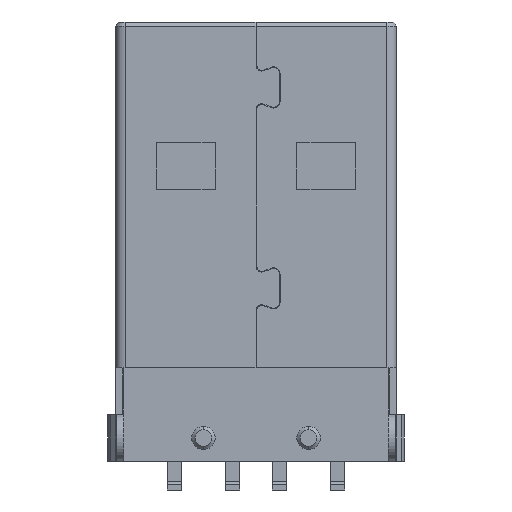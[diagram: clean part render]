
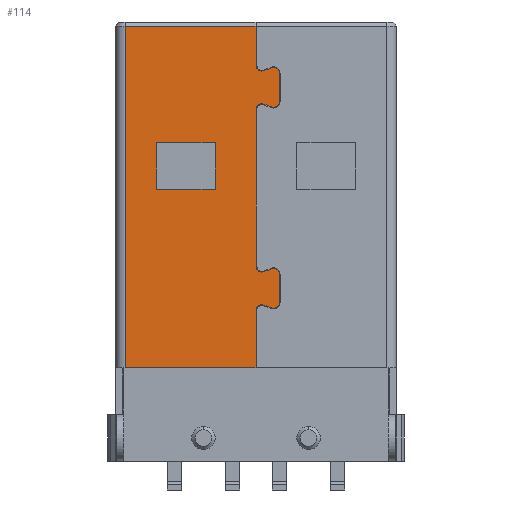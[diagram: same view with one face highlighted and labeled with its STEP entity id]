
A CAD part, front view. The second image highlights one B-rep face of the part: STEP entity #114.
In plain terms, the highlighted planar face has unit normal (0, -1, 0).
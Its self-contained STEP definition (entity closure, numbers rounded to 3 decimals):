
#114=ADVANCED_FACE('',(#483,#484),#485,.T.);
#483=FACE_OUTER_BOUND('',#1142,.T.);
#484=FACE_BOUND('',#1143,.T.);
#485=PLANE('',#1144);
#1142=EDGE_LOOP('',(#2385,#2386,#2387,#2388,#2389,#2390,#2391,#2392,#2393,#2394,#2395,#2396,#2397,#2398,#2399,#2400,#2401,#2402,#2403,#2404));
#1143=EDGE_LOOP('',(#2405,#2406,#2407,#2408));
#1144=AXIS2_PLACEMENT_3D('',#2409,#2410,#2411);
#2385=ORIENTED_EDGE('',*,*,#4847,.F.);
#2386=ORIENTED_EDGE('',*,*,#4848,.F.);
#2387=ORIENTED_EDGE('',*,*,#4811,.T.);
#2388=ORIENTED_EDGE('',*,*,#4849,.T.);
#2389=ORIENTED_EDGE('',*,*,#4850,.F.);
#2390=ORIENTED_EDGE('',*,*,#4851,.F.);
#2391=ORIENTED_EDGE('',*,*,#4852,.T.);
#2392=ORIENTED_EDGE('',*,*,#4853,.F.);
#2393=ORIENTED_EDGE('',*,*,#4854,.T.);
#2394=ORIENTED_EDGE('',*,*,#4855,.F.);
#2395=ORIENTED_EDGE('',*,*,#4856,.F.);
#2396=ORIENTED_EDGE('',*,*,#4857,.F.);
#2397=ORIENTED_EDGE('',*,*,#4858,.F.);
#2398=ORIENTED_EDGE('',*,*,#4859,.F.);
#2399=ORIENTED_EDGE('',*,*,#4860,.T.);
#2400=ORIENTED_EDGE('',*,*,#4861,.F.);
#2401=ORIENTED_EDGE('',*,*,#4862,.T.);
#2402=ORIENTED_EDGE('',*,*,#4863,.F.);
#2403=ORIENTED_EDGE('',*,*,#4864,.F.);
#2404=ORIENTED_EDGE('',*,*,#4865,.F.);
#2405=ORIENTED_EDGE('',*,*,#4866,.F.);
#2406=ORIENTED_EDGE('',*,*,#4867,.F.);
#2407=ORIENTED_EDGE('',*,*,#4868,.F.);
#2408=ORIENTED_EDGE('',*,*,#4869,.F.);
#2409=CARTESIAN_POINT('',(-5.6,-2.25,-9.4));
#2410=DIRECTION('',(0.0,-1.0,0.0));
#2411=DIRECTION('',(0.0,0.0,-1.0));
#4811=EDGE_CURVE('',#5848,#5846,#5849,.T.);
#4847=EDGE_CURVE('',#5915,#5916,#5917,.T.);
#4848=EDGE_CURVE('',#5848,#5915,#5918,.T.);
#4849=EDGE_CURVE('',#5846,#5919,#5920,.T.);
#4850=EDGE_CURVE('',#5921,#5919,#5922,.T.);
#4851=EDGE_CURVE('',#5923,#5921,#5924,.T.);
#4852=EDGE_CURVE('',#5923,#5925,#5926,.T.);
#4853=EDGE_CURVE('',#5927,#5925,#5928,.T.);
#4854=EDGE_CURVE('',#5927,#5929,#5930,.T.);
#4855=EDGE_CURVE('',#5931,#5929,#5932,.T.);
#4856=EDGE_CURVE('',#5933,#5931,#5934,.T.);
#4857=EDGE_CURVE('',#5935,#5933,#5936,.T.);
#4858=EDGE_CURVE('',#5937,#5935,#5938,.T.);
#4859=EDGE_CURVE('',#5939,#5937,#5940,.T.);
#4860=EDGE_CURVE('',#5939,#5941,#5942,.T.);
#4861=EDGE_CURVE('',#5943,#5941,#5944,.T.);
#4862=EDGE_CURVE('',#5943,#5945,#5946,.T.);
#4863=EDGE_CURVE('',#5947,#5945,#5948,.T.);
#4864=EDGE_CURVE('',#5949,#5947,#5950,.T.);
#4865=EDGE_CURVE('',#5916,#5949,#5951,.T.);
#4866=EDGE_CURVE('',#5952,#5953,#5954,.T.);
#4867=EDGE_CURVE('',#5955,#5952,#5956,.T.);
#4868=EDGE_CURVE('',#5957,#5955,#5958,.T.);
#4869=EDGE_CURVE('',#5953,#5957,#5959,.T.);
#5846=VERTEX_POINT('',#7429);
#5848=VERTEX_POINT('',#7432);
#5849=LINE('',#7433,#7434);
#5915=VERTEX_POINT('',#7523);
#5916=VERTEX_POINT('',#7524);
#5917=LINE('',#7525,#7526);
#5918=LINE('',#7527,#7528);
#5919=VERTEX_POINT('',#7529);
#5920=LINE('',#7530,#7531);
#5921=VERTEX_POINT('',#7532);
#5922=CIRCLE('',#7533,0.25);
#5923=VERTEX_POINT('',#7534);
#5924=LINE('',#7535,#7536);
#5925=VERTEX_POINT('',#7537);
#5926=CIRCLE('',#7538,0.25);
#5927=VERTEX_POINT('',#7539);
#5928=LINE('',#7540,#7541);
#5929=VERTEX_POINT('',#7542);
#5930=CIRCLE('',#7543,0.25);
#5931=VERTEX_POINT('',#7544);
#5932=LINE('',#7545,#7546);
#5933=VERTEX_POINT('',#7547);
#5934=CIRCLE('',#7548,0.25);
#5935=VERTEX_POINT('',#7549);
#5936=LINE('',#7550,#7551);
#5937=VERTEX_POINT('',#7552);
#5938=CIRCLE('',#7553,0.25);
#5939=VERTEX_POINT('',#7554);
#5940=LINE('',#7555,#7556);
#5941=VERTEX_POINT('',#7557);
#5942=CIRCLE('',#7558,0.25);
#5943=VERTEX_POINT('',#7559);
#5944=LINE('',#7560,#7561);
#5945=VERTEX_POINT('',#7562);
#5946=CIRCLE('',#7563,0.25);
#5947=VERTEX_POINT('',#7564);
#5948=LINE('',#7565,#7566);
#5949=VERTEX_POINT('',#7567);
#5950=CIRCLE('',#7568,0.25);
#5951=LINE('',#7569,#7570);
#5952=VERTEX_POINT('',#7571);
#5953=VERTEX_POINT('',#7572);
#5954=LINE('',#7573,#7574);
#5955=VERTEX_POINT('',#7575);
#5956=LINE('',#7576,#7577);
#5957=VERTEX_POINT('',#7578);
#5958=LINE('',#7579,#7580);
#5959=LINE('',#7581,#7582);
#7429=CARTESIAN_POINT('',(0.0,-2.25,-5.4));
#7432=CARTESIAN_POINT('',(-5.6,-2.25,-5.4));
#7433=CARTESIAN_POINT('',(-5.6,-2.25,-5.4));
#7434=VECTOR('',#9477,5.6);
#7523=CARTESIAN_POINT('',(-5.6,-2.25,9.227));
#7524=CARTESIAN_POINT('',(0.0,-2.25,9.227));
#7525=CARTESIAN_POINT('',(-5.6,-2.25,9.227));
#7526=VECTOR('',#9537,5.6);
#7527=CARTESIAN_POINT('',(-5.6,-2.25,-5.4));
#7528=VECTOR('',#9538,14.627);
#7529=CARTESIAN_POINT('',(0.0,-2.25,-2.95));
#7530=CARTESIAN_POINT('',(0.0,-2.25,-5.4));
#7531=VECTOR('',#9539,2.45);
#7532=CARTESIAN_POINT('',(0.336,-2.25,-2.715));
#7533=AXIS2_PLACEMENT_3D('',#9540,#9541,#9542);
#7534=CARTESIAN_POINT('',(0.664,-2.25,-2.835));
#7535=CARTESIAN_POINT('',(0.664,-2.25,-2.835));
#7536=VECTOR('',#9543,0.35);
#7537=CARTESIAN_POINT('',(1.0,-2.25,-2.6));
#7538=AXIS2_PLACEMENT_3D('',#9544,#9545,#9546);
#7539=CARTESIAN_POINT('',(1.0,-2.25,-1.4));
#7540=CARTESIAN_POINT('',(1.0,-2.25,-1.4));
#7541=VECTOR('',#9547,1.2);
#7542=CARTESIAN_POINT('',(0.664,-2.25,-1.165));
#7543=AXIS2_PLACEMENT_3D('',#9548,#9549,#9550);
#7544=CARTESIAN_POINT('',(0.336,-2.25,-1.285));
#7545=CARTESIAN_POINT('',(0.336,-2.25,-1.285));
#7546=VECTOR('',#9551,0.35);
#7547=CARTESIAN_POINT('',(0.0,-2.25,-1.05));
#7548=AXIS2_PLACEMENT_3D('',#9552,#9553,#9554);
#7549=CARTESIAN_POINT('',(0.0,-2.25,5.65));
#7550=CARTESIAN_POINT('',(0.0,-2.25,5.65));
#7551=VECTOR('',#9555,6.7);
#7552=CARTESIAN_POINT('',(0.336,-2.25,5.885));
#7553=AXIS2_PLACEMENT_3D('',#9556,#9557,#9558);
#7554=CARTESIAN_POINT('',(0.664,-2.25,5.765));
#7555=CARTESIAN_POINT('',(0.664,-2.25,5.765));
#7556=VECTOR('',#9559,0.35);
#7557=CARTESIAN_POINT('',(1.0,-2.25,6.0));
#7558=AXIS2_PLACEMENT_3D('',#9560,#9561,#9562);
#7559=CARTESIAN_POINT('',(1.0,-2.25,7.2));
#7560=CARTESIAN_POINT('',(1.0,-2.25,7.2));
#7561=VECTOR('',#9563,1.2);
#7562=CARTESIAN_POINT('',(0.664,-2.25,7.435));
#7563=AXIS2_PLACEMENT_3D('',#9564,#9565,#9566);
#7564=CARTESIAN_POINT('',(0.336,-2.25,7.315));
#7565=CARTESIAN_POINT('',(0.336,-2.25,7.315));
#7566=VECTOR('',#9567,0.35);
#7567=CARTESIAN_POINT('',(0.0,-2.25,7.55));
#7568=AXIS2_PLACEMENT_3D('',#9568,#9569,#9570);
#7569=CARTESIAN_POINT('',(0.0,-2.25,9.227));
#7570=VECTOR('',#9571,1.677);
#7571=CARTESIAN_POINT('',(-1.75,-2.25,4.24));
#7572=CARTESIAN_POINT('',(-4.25,-2.25,4.24));
#7573=CARTESIAN_POINT('',(-1.75,-2.25,4.24));
#7574=VECTOR('',#9572,2.5);
#7575=CARTESIAN_POINT('',(-1.75,-2.25,2.24));
#7576=CARTESIAN_POINT('',(-1.75,-2.25,2.24));
#7577=VECTOR('',#9573,2.0);
#7578=CARTESIAN_POINT('',(-4.25,-2.25,2.24));
#7579=CARTESIAN_POINT('',(-4.25,-2.25,2.24));
#7580=VECTOR('',#9574,2.5);
#7581=CARTESIAN_POINT('',(-4.25,-2.25,4.24));
#7582=VECTOR('',#9575,2.0);
#9477=DIRECTION('',(1.0,0.0,0.0));
#9537=DIRECTION('',(1.,0.,0.));
#9538=DIRECTION('',(0.,0.,1.));
#9539=DIRECTION('',(0.0,0.0,1.0));
#9540=CARTESIAN_POINT('',(0.25,-2.25,-2.95));
#9541=DIRECTION('',(0.0,-1.0,0.0));
#9542=DIRECTION('',(0.342,0.0,0.94));
#9543=DIRECTION('',(-0.94,0.0,0.342));
#9544=CARTESIAN_POINT('',(0.75,-2.25,-2.6));
#9545=DIRECTION('',(0.0,-1.0,-0.0));
#9546=DIRECTION('',(-0.342,0.0,-0.94));
#9547=DIRECTION('',(0.0,0.0,-1.0));
#9548=CARTESIAN_POINT('',(0.75,-2.25,-1.4));
#9549=DIRECTION('',(0.0,-1.0,0.0));
#9550=DIRECTION('',(1.0,0.0,0.0));
#9551=DIRECTION('',(0.94,0.0,0.342));
#9552=CARTESIAN_POINT('',(0.25,-2.25,-1.05));
#9553=DIRECTION('',(0.0,-1.0,0.0));
#9554=DIRECTION('',(-1.0,0.0,0.0));
#9555=DIRECTION('',(0.0,0.0,-1.0));
#9556=CARTESIAN_POINT('',(0.25,-2.25,5.65));
#9557=DIRECTION('',(0.0,-1.0,0.0));
#9558=DIRECTION('',(0.342,0.0,0.94));
#9559=DIRECTION('',(-0.94,0.0,0.342));
#9560=CARTESIAN_POINT('',(0.75,-2.25,6.0));
#9561=DIRECTION('',(0.0,-1.0,-0.0));
#9562=DIRECTION('',(-0.342,0.0,-0.94));
#9563=DIRECTION('',(0.0,0.0,-1.0));
#9564=CARTESIAN_POINT('',(0.75,-2.25,7.2));
#9565=DIRECTION('',(0.0,-1.0,0.0));
#9566=DIRECTION('',(1.0,0.0,0.0));
#9567=DIRECTION('',(0.94,0.0,0.342));
#9568=CARTESIAN_POINT('',(0.25,-2.25,7.55));
#9569=DIRECTION('',(0.0,-1.0,-0.0));
#9570=DIRECTION('',(-1.0,0.0,0.));
#9571=DIRECTION('',(0.0,0.0,-1.0));
#9572=DIRECTION('',(-1.0,0.0,0.0));
#9573=DIRECTION('',(0.0,0.0,1.0));
#9574=DIRECTION('',(1.0,0.0,0.0));
#9575=DIRECTION('',(0.0,0.0,-1.0));
